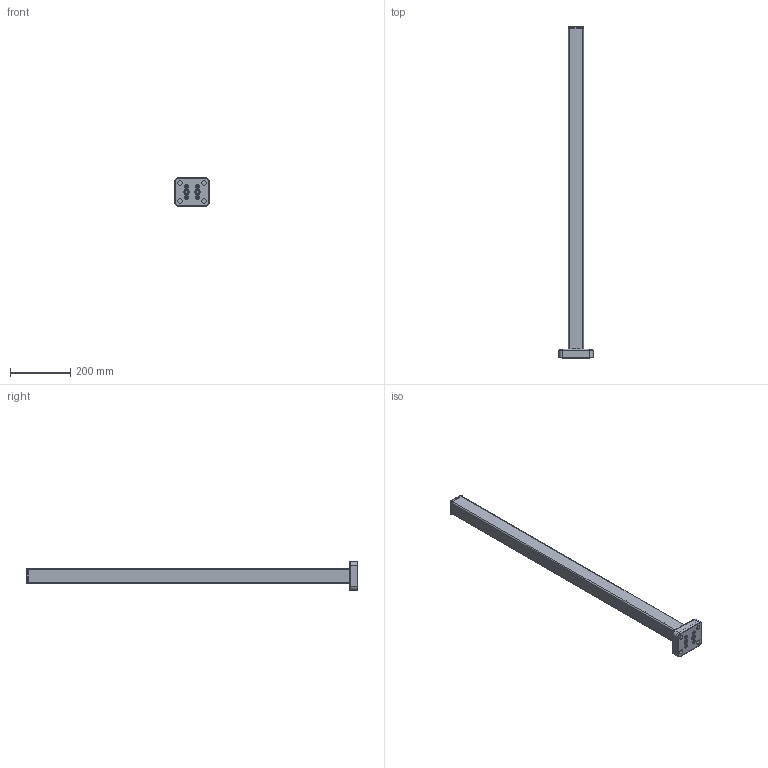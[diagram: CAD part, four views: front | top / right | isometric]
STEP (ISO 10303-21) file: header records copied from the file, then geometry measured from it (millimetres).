
FILE_DESCRIPTION (( 'STEP AP203' ), '1' );
FILE_NAME ('6805791S50.STEP', '2021-07-20T11:48:16', ( '' ), ( '' ), 'SwSTEP 2.0', 'SolidWorks 2020', '' );
FILE_SCHEMA (( 'CONFIG_CONTROL_DESIGN' ));
Length unit declared in the file: millimetre
Products named in the file (11): 680579 Part2_930mm; 6805ECES50; 680579 Part3_930mm; hexagon head tapping screws with collar gb_GB_SQUARE_AND_HEXAGON_TYPE136 ST6.3X50 C-S; 6805791S50 Part1; 680520850; 68PP01; 6805791S50; 680579 Part7; ST4.8x60; 680520750
Assembly tree (16 placements, depth 2):
  6805791S50
    680520750
    680579 Part7  x2
    68PP01  x2
    680579 Part2_930mm
    680579 Part3_930mm
    680520850
    ST4.8x60  x4
    hexagon head tapping screws with collar gb_GB_SQUARE_AND_HEXAGON_TYPE136 ST6.3X50 C-S  x2
    6805791S50 Part1
    6805ECES50
Bounding box: 114 x 1104.83 x 94 mm (x, y, z)
Volume: 1099291.5 mm3; surface area: 762628.1 mm2
Topology: 16 solids, 16 shells, 2116 faces, 4990 edges, 2876 vertices
Faces by surface type: cylinder 915, cone 638, plane 405, bspline 158
Entity records: 42399 total; most frequent: CARTESIAN_POINT 15020, DIRECTION 5704, ORIENTED_EDGE 5408, EDGE_CURVE 2704, AXIS2_PLACEMENT_3D 2165, VERTEX_POINT 1595, VECTOR 1374, LINE 1374
